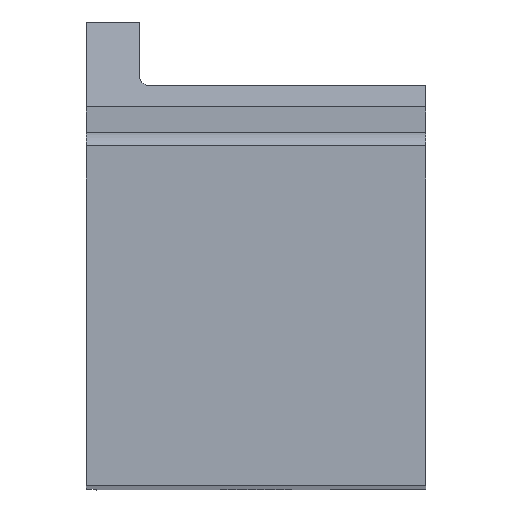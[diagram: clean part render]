
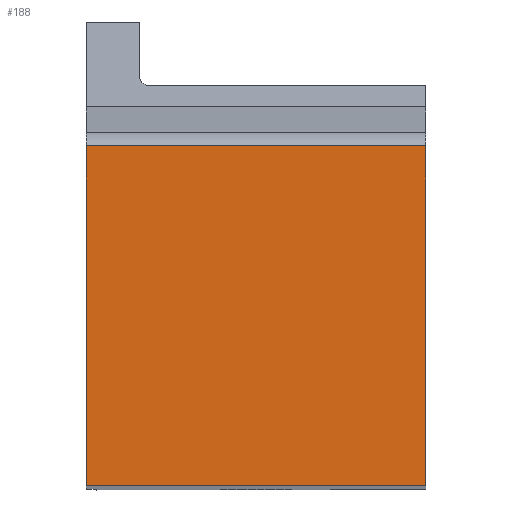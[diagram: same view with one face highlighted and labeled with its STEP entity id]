
A CAD part, top view. The second image highlights one B-rep face of the part: STEP entity #188.
In plain terms, the highlighted planar face has unit normal (0, 0, 1).
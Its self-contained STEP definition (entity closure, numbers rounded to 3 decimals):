
#188=ADVANCED_FACE('',(#317),#266,.T.);
#266=PLANE('',#1988);
#317=FACE_OUTER_BOUND('',#410,.T.);
#410=EDGE_LOOP('',(#797,#798,#799,#800));
#797=ORIENTED_EDGE('',*,*,#1412,.F.);
#798=ORIENTED_EDGE('',*,*,#1330,.T.);
#799=ORIENTED_EDGE('',*,*,#1289,.F.);
#800=ORIENTED_EDGE('',*,*,#1418,.T.);
#1106=VERTEX_POINT('',#2667);
#1107=VERTEX_POINT('',#2669);
#1139=VERTEX_POINT('',#2789);
#1193=VERTEX_POINT('',#2988);
#1289=EDGE_CURVE('',#1106,#1107,#1560,.T.);
#1330=EDGE_CURVE('',#1139,#1107,#1584,.T.);
#1412=EDGE_CURVE('',#1139,#1193,#1635,.T.);
#1418=EDGE_CURVE('',#1106,#1193,#1640,.T.);
#1560=LINE('',#2668,#1698);
#1584=LINE('',#2788,#1722);
#1635=LINE('',#2987,#1773);
#1640=LINE('',#2999,#1778);
#1698=VECTOR('',#2126,1.);
#1722=VECTOR('',#2192,1.);
#1773=VECTOR('',#2353,1.);
#1778=VECTOR('',#2366,1.);
#1988=AXIS2_PLACEMENT_3D('',#3001,#2369,#2370);
#2126=DIRECTION('',(0.,-1.,0.));
#2192=DIRECTION('',(1.,0.,0.));
#2353=DIRECTION('',(0.,1.,0.));
#2366=DIRECTION('',(-1.,0.,0.));
#2369=DIRECTION('',(0.,0.,1.));
#2370=DIRECTION('',(1.,0.,0.));
#2667=CARTESIAN_POINT('',(0.,16.,0.));
#2668=CARTESIAN_POINT('',(0.,16.,0.));
#2669=CARTESIAN_POINT('',(0.,0.,0.));
#2788=CARTESIAN_POINT('',(-16.,0.,0.));
#2789=CARTESIAN_POINT('',(-16.,0.,0.));
#2987=CARTESIAN_POINT('',(-16.,0.,0.));
#2988=CARTESIAN_POINT('',(-16.,16.,0.));
#2999=CARTESIAN_POINT('',(0.,16.,0.));
#3001=CARTESIAN_POINT('',(-8.,8.,0.));
